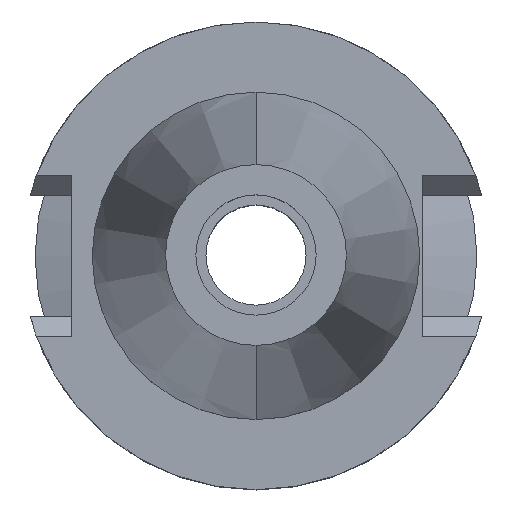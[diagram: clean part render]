
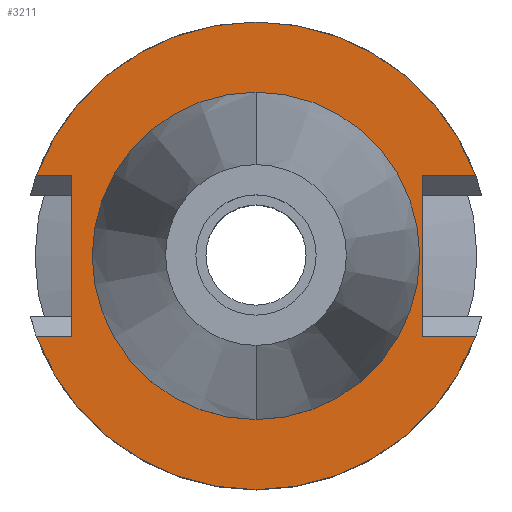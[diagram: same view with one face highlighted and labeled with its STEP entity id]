
A CAD part, top view. The second image highlights one B-rep face of the part: STEP entity #3211.
In plain terms, the highlighted planar face has unit normal (0, 0, 1).
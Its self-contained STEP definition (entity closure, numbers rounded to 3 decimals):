
#94=DIRECTION('',(0.,-1.,0.));
#95=VECTOR('',#94,21.78);
#96=CARTESIAN_POINT('',(22.57,10.89,-1.));
#97=LINE('',#96,#95);
#101=DIRECTION('',(1.,0.,0.));
#102=VECTOR('',#101,7.254);
#103=CARTESIAN_POINT('',(22.57,-10.89,-1.));
#104=LINE('',#103,#102);
#108=CARTESIAN_POINT('',(0.,0.,-1.));
#109=DIRECTION('',(0.,0.,-1.));
#110=DIRECTION('',(0.939,-0.343,0.));
#111=AXIS2_PLACEMENT_3D('',#108,#109,#110);
#116=CARTESIAN_POINT('',(0.,0.,-1.));
#117=DIRECTION('',(0.,0.,-1.));
#118=DIRECTION('',(0.,-1.,0.));
#119=AXIS2_PLACEMENT_3D('',#116,#117,#118);
#124=DIRECTION('',(-1.,0.,0.));
#125=VECTOR('',#124,4.844);
#126=CARTESIAN_POINT('',(-24.98,10.89,-1.));
#127=LINE('',#126,#125);
#131=CARTESIAN_POINT('',(0.,0.,-1.));
#132=DIRECTION('',(0.,0.,-1.));
#133=DIRECTION('',(-0.939,0.343,0.));
#134=AXIS2_PLACEMENT_3D('',#131,#132,#133);
#139=CARTESIAN_POINT('',(0.,0.,-1.));
#140=DIRECTION('',(0.,0.,-1.));
#141=DIRECTION('',(0.,1.,0.));
#142=AXIS2_PLACEMENT_3D('',#139,#140,#141);
#147=CARTESIAN_POINT('',(0.,0.,-1.));
#148=DIRECTION('',(0.,0.,1.));
#149=DIRECTION('',(0.,-1.,0.));
#150=AXIS2_PLACEMENT_3D('',#147,#148,#149);
#155=CARTESIAN_POINT('',(0.,0.,-1.));
#156=DIRECTION('',(0.,0.,1.));
#157=DIRECTION('',(0.,1.,0.));
#158=AXIS2_PLACEMENT_3D('',#155,#156,#157);
#291=DIRECTION('',(1.,0.,0.));
#292=VECTOR('',#291,7.254);
#293=CARTESIAN_POINT('',(22.57,10.89,-1.));
#294=LINE('',#293,#292);
#308=CARTESIAN_POINT('',(29.824,10.89,-1.));
#335=DIRECTION('',(0.,-1.,0.));
#336=VECTOR('',#335,21.78);
#337=CARTESIAN_POINT('',(-24.98,10.89,-1.));
#338=LINE('',#337,#336);
#561=DIRECTION('',(-1.,0.,0.));
#562=VECTOR('',#561,4.844);
#563=CARTESIAN_POINT('',(-24.98,-10.89,-1.));
#564=LINE('',#563,#562);
#575=CARTESIAN_POINT('',(29.824,-10.89,-1.));
#600=CARTESIAN_POINT('',(-29.824,-10.89,-1.));
#2928=CARTESIAN_POINT('',(22.57,-10.89,-1.));
#2929=VERTEX_POINT('',#2928);
#2930=CARTESIAN_POINT('',(22.57,10.89,-1.));
#2931=VERTEX_POINT('',#2930);
#2971=CARTESIAN_POINT('',(-24.98,10.89,-1.));
#2972=VERTEX_POINT('',#2971);
#2973=CARTESIAN_POINT('',(-24.98,-10.89,-1.));
#2974=VERTEX_POINT('',#2973);
#3017=VERTEX_POINT('',#575);
#3018=VERTEX_POINT('',#600);
#3019=CARTESIAN_POINT('',(0.,-31.75,-1.));
#3020=VERTEX_POINT('',#3019);
#3023=VERTEX_POINT('',#308);
#3024=CARTESIAN_POINT('',(0.,31.75,-1.));
#3025=VERTEX_POINT('',#3024);
#3026=CARTESIAN_POINT('',(-29.824,10.89,-1.));
#3027=VERTEX_POINT('',#3026);
#3028=CARTESIAN_POINT('',(0.,-22.225,-1.));
#3029=CARTESIAN_POINT('',(0.,22.225,-1.));
#3030=VERTEX_POINT('',#3028);
#3031=VERTEX_POINT('',#3029);
#3180=CARTESIAN_POINT('',(0.,0.,-1.));
#3181=DIRECTION('',(0.,0.,-1.));
#3182=DIRECTION('',(0.,-1.,0.));
#3183=AXIS2_PLACEMENT_3D('',#3180,#3181,#3182);
#3184=PLANE('',#3183);
#3186=ORIENTED_EDGE('',*,*,#3185,.T.);
#3188=ORIENTED_EDGE('',*,*,#3187,.T.);
#3190=ORIENTED_EDGE('',*,*,#3189,.T.);
#3192=ORIENTED_EDGE('',*,*,#3191,.T.);
#3194=ORIENTED_EDGE('',*,*,#3193,.F.);
#3196=ORIENTED_EDGE('',*,*,#3195,.F.);
#3198=ORIENTED_EDGE('',*,*,#3197,.T.);
#3200=ORIENTED_EDGE('',*,*,#3199,.T.);
#3202=ORIENTED_EDGE('',*,*,#3201,.T.);
#3204=ORIENTED_EDGE('',*,*,#3203,.F.);
#3205=EDGE_LOOP('',(#3186,#3188,#3190,#3192,#3194,#3196,#3198,#3200,#3202,
#3204));
#3206=FACE_OUTER_BOUND('',#3205,.F.);
#3207=ORIENTED_EDGE('',*,*,#3159,.T.);
#3208=ORIENTED_EDGE('',*,*,#3175,.T.);
#3209=EDGE_LOOP('',(#3207,#3208));
#3210=FACE_BOUND('',#3209,.F.);
#112=CIRCLE('',#111,31.75);
#120=CIRCLE('',#119,31.75);
#135=CIRCLE('',#134,31.75);
#143=CIRCLE('',#142,31.75);
#151=CIRCLE('',#150,22.225);
#159=CIRCLE('',#158,22.225);
#3159=EDGE_CURVE('',#3030,#3031,#151,.T.);
#3175=EDGE_CURVE('',#3031,#3030,#159,.T.);
#3185=EDGE_CURVE('',#2931,#2929,#97,.T.);
#3187=EDGE_CURVE('',#2929,#3017,#104,.T.);
#3189=EDGE_CURVE('',#3017,#3020,#112,.T.);
#3191=EDGE_CURVE('',#3020,#3018,#120,.T.);
#3193=EDGE_CURVE('',#2974,#3018,#564,.T.);
#3195=EDGE_CURVE('',#2972,#2974,#338,.T.);
#3197=EDGE_CURVE('',#2972,#3027,#127,.T.);
#3199=EDGE_CURVE('',#3027,#3025,#135,.T.);
#3201=EDGE_CURVE('',#3025,#3023,#143,.T.);
#3203=EDGE_CURVE('',#2931,#3023,#294,.T.);
#3211=ADVANCED_FACE('',(#3206,#3210),#3184,.F.);
